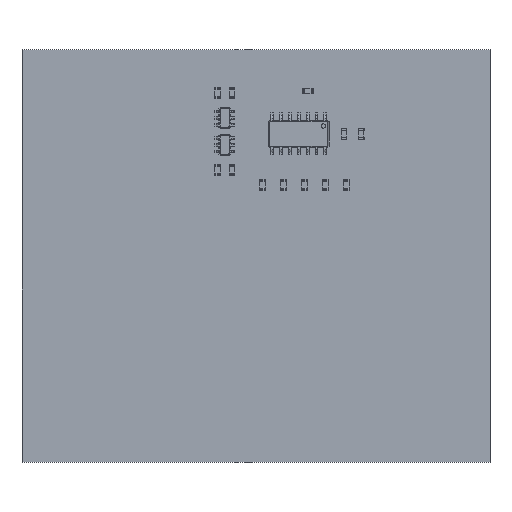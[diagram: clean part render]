
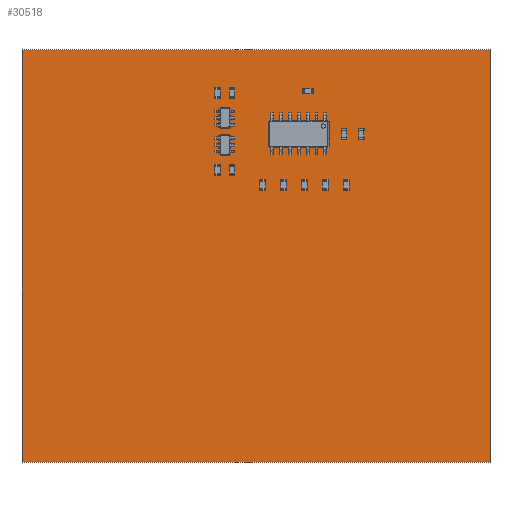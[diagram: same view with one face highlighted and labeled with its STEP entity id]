
A CAD part, top view. The second image highlights one B-rep face of the part: STEP entity #30518.
In plain terms, the highlighted planar face has unit normal (0, 0, 1).
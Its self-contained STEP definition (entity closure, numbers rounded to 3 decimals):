
#30204 = VERTEX_POINT('',#30205);
#30205 = CARTESIAN_POINT('',(115.824,-134.438,1.6));
#30212 = PLANE('',#30213);
#30213 = AXIS2_PLACEMENT_3D('',#30214,#30215,#30216);
#30214 = CARTESIAN_POINT('',(115.824,-134.438,0.));
#30215 = DIRECTION('',(-1.,0.,0.));
#30216 = DIRECTION('',(0.,1.,0.));
#30224 = PLANE('',#30225);
#30225 = AXIS2_PLACEMENT_3D('',#30226,#30227,#30228);
#30226 = CARTESIAN_POINT('',(182.824,-134.438,0.));
#30227 = DIRECTION('',(0.,-1.,0.));
#30228 = DIRECTION('',(-1.,0.,0.));
#30236 = EDGE_CURVE('',#30204,#30237,#30239,.T.);
#30237 = VERTEX_POINT('',#30238);
#30238 = CARTESIAN_POINT('',(115.824,-75.438,1.6));
#30239 = SURFACE_CURVE('',#30240,(#30244,#30251),.PCURVE_S1.);
#30240 = LINE('',#30241,#30242);
#30241 = CARTESIAN_POINT('',(115.824,-134.438,1.6));
#30242 = VECTOR('',#30243,1.);
#30243 = DIRECTION('',(0.,1.,0.));
#30244 = PCURVE('',#30212,#30245);
#30245 = DEFINITIONAL_REPRESENTATION('',(#30246),#30250);
#30246 = LINE('',#30247,#30248);
#30247 = CARTESIAN_POINT('',(0.,-1.6));
#30248 = VECTOR('',#30249,1.);
#30249 = DIRECTION('',(1.,0.));
#30250 = ( GEOMETRIC_REPRESENTATION_CONTEXT(2) 
PARAMETRIC_REPRESENTATION_CONTEXT() REPRESENTATION_CONTEXT('2D SPACE',''
  ) );
#30251 = PCURVE('',#30252,#30257);
#30252 = PLANE('',#30253);
#30253 = AXIS2_PLACEMENT_3D('',#30254,#30255,#30256);
#30254 = CARTESIAN_POINT('',(149.324,-104.938,1.6));
#30255 = DIRECTION('',(-0.,-0.,-1.));
#30256 = DIRECTION('',(-1.,0.,0.));
#30257 = DEFINITIONAL_REPRESENTATION('',(#30258),#30262);
#30258 = LINE('',#30259,#30260);
#30259 = CARTESIAN_POINT('',(33.5,-29.5));
#30260 = VECTOR('',#30261,1.);
#30261 = DIRECTION('',(0.,1.));
#30262 = ( GEOMETRIC_REPRESENTATION_CONTEXT(2) 
PARAMETRIC_REPRESENTATION_CONTEXT() REPRESENTATION_CONTEXT('2D SPACE',''
  ) );
#30280 = PLANE('',#30281);
#30281 = AXIS2_PLACEMENT_3D('',#30282,#30283,#30284);
#30282 = CARTESIAN_POINT('',(115.824,-75.438,0.));
#30283 = DIRECTION('',(0.,1.,0.));
#30284 = DIRECTION('',(1.,0.,0.));
#30322 = EDGE_CURVE('',#30237,#30323,#30325,.T.);
#30323 = VERTEX_POINT('',#30324);
#30324 = CARTESIAN_POINT('',(182.824,-75.438,1.6));
#30325 = SURFACE_CURVE('',#30326,(#30330,#30337),.PCURVE_S1.);
#30326 = LINE('',#30327,#30328);
#30327 = CARTESIAN_POINT('',(115.824,-75.438,1.6));
#30328 = VECTOR('',#30329,1.);
#30329 = DIRECTION('',(1.,0.,0.));
#30330 = PCURVE('',#30280,#30331);
#30331 = DEFINITIONAL_REPRESENTATION('',(#30332),#30336);
#30332 = LINE('',#30333,#30334);
#30333 = CARTESIAN_POINT('',(0.,-1.6));
#30334 = VECTOR('',#30335,1.);
#30335 = DIRECTION('',(1.,0.));
#30336 = ( GEOMETRIC_REPRESENTATION_CONTEXT(2) 
PARAMETRIC_REPRESENTATION_CONTEXT() REPRESENTATION_CONTEXT('2D SPACE',''
  ) );
#30337 = PCURVE('',#30252,#30338);
#30338 = DEFINITIONAL_REPRESENTATION('',(#30339),#30343);
#30339 = LINE('',#30340,#30341);
#30340 = CARTESIAN_POINT('',(33.5,29.5));
#30341 = VECTOR('',#30342,1.);
#30342 = DIRECTION('',(-1.,0.));
#30343 = ( GEOMETRIC_REPRESENTATION_CONTEXT(2) 
PARAMETRIC_REPRESENTATION_CONTEXT() REPRESENTATION_CONTEXT('2D SPACE',''
  ) );
#30361 = PLANE('',#30362);
#30362 = AXIS2_PLACEMENT_3D('',#30363,#30364,#30365);
#30363 = CARTESIAN_POINT('',(182.824,-75.438,0.));
#30364 = DIRECTION('',(1.,0.,-0.));
#30365 = DIRECTION('',(0.,-1.,0.));
#30398 = EDGE_CURVE('',#30323,#30399,#30401,.T.);
#30399 = VERTEX_POINT('',#30400);
#30400 = CARTESIAN_POINT('',(182.824,-134.438,1.6));
#30401 = SURFACE_CURVE('',#30402,(#30406,#30413),.PCURVE_S1.);
#30402 = LINE('',#30403,#30404);
#30403 = CARTESIAN_POINT('',(182.824,-75.438,1.6));
#30404 = VECTOR('',#30405,1.);
#30405 = DIRECTION('',(0.,-1.,0.));
#30406 = PCURVE('',#30361,#30407);
#30407 = DEFINITIONAL_REPRESENTATION('',(#30408),#30412);
#30408 = LINE('',#30409,#30410);
#30409 = CARTESIAN_POINT('',(0.,-1.6));
#30410 = VECTOR('',#30411,1.);
#30411 = DIRECTION('',(1.,0.));
#30412 = ( GEOMETRIC_REPRESENTATION_CONTEXT(2) 
PARAMETRIC_REPRESENTATION_CONTEXT() REPRESENTATION_CONTEXT('2D SPACE',''
  ) );
#30413 = PCURVE('',#30252,#30414);
#30414 = DEFINITIONAL_REPRESENTATION('',(#30415),#30419);
#30415 = LINE('',#30416,#30417);
#30416 = CARTESIAN_POINT('',(-33.5,29.5));
#30417 = VECTOR('',#30418,1.);
#30418 = DIRECTION('',(0.,-1.));
#30419 = ( GEOMETRIC_REPRESENTATION_CONTEXT(2) 
PARAMETRIC_REPRESENTATION_CONTEXT() REPRESENTATION_CONTEXT('2D SPACE',''
  ) );
#30469 = EDGE_CURVE('',#30399,#30204,#30470,.T.);
#30470 = SURFACE_CURVE('',#30471,(#30475,#30482),.PCURVE_S1.);
#30471 = LINE('',#30472,#30473);
#30472 = CARTESIAN_POINT('',(182.824,-134.438,1.6));
#30473 = VECTOR('',#30474,1.);
#30474 = DIRECTION('',(-1.,0.,0.));
#30475 = PCURVE('',#30224,#30476);
#30476 = DEFINITIONAL_REPRESENTATION('',(#30477),#30481);
#30477 = LINE('',#30478,#30479);
#30478 = CARTESIAN_POINT('',(0.,-1.6));
#30479 = VECTOR('',#30480,1.);
#30480 = DIRECTION('',(1.,0.));
#30481 = ( GEOMETRIC_REPRESENTATION_CONTEXT(2) 
PARAMETRIC_REPRESENTATION_CONTEXT() REPRESENTATION_CONTEXT('2D SPACE',''
  ) );
#30482 = PCURVE('',#30252,#30483);
#30483 = DEFINITIONAL_REPRESENTATION('',(#30484),#30488);
#30484 = LINE('',#30485,#30486);
#30485 = CARTESIAN_POINT('',(-33.5,-29.5));
#30486 = VECTOR('',#30487,1.);
#30487 = DIRECTION('',(1.,0.));
#30488 = ( GEOMETRIC_REPRESENTATION_CONTEXT(2) 
PARAMETRIC_REPRESENTATION_CONTEXT() REPRESENTATION_CONTEXT('2D SPACE',''
  ) );
#30518 = ADVANCED_FACE('',(#30519),#30252,.F.);
#30519 = FACE_BOUND('',#30520,.F.);
#30520 = EDGE_LOOP('',(#30521,#30522,#30523,#30524));
#30521 = ORIENTED_EDGE('',*,*,#30236,.T.);
#30522 = ORIENTED_EDGE('',*,*,#30322,.T.);
#30523 = ORIENTED_EDGE('',*,*,#30398,.T.);
#30524 = ORIENTED_EDGE('',*,*,#30469,.T.);
